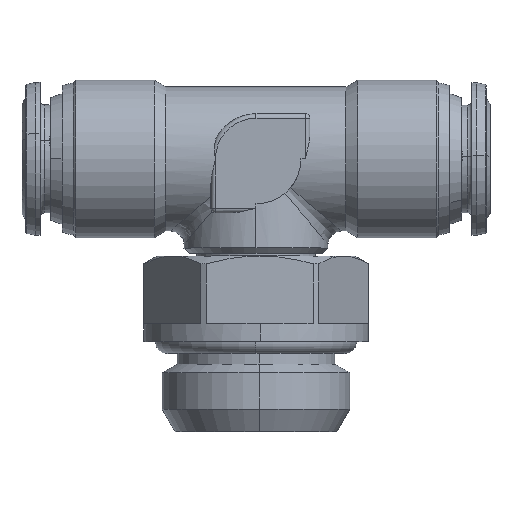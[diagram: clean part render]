
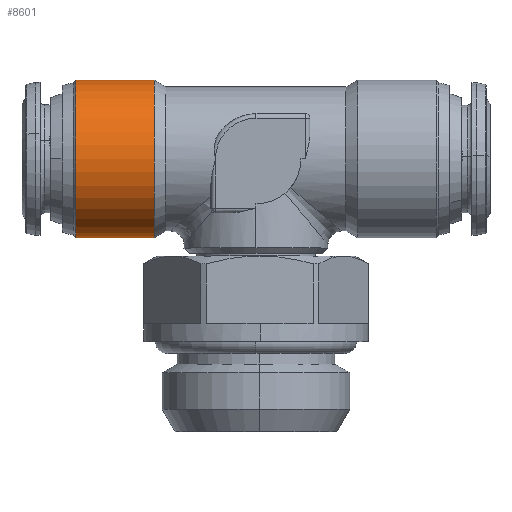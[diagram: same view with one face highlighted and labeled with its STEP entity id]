
A CAD part, top view. The second image highlights one B-rep face of the part: STEP entity #8601.
In plain terms, the highlighted cylindrical face has radius 8.75 mm (diameter 17.5 mm), a partial arc.
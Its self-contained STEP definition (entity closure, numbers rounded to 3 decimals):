
#114 = EDGE_CURVE ( 'NONE', #1995, #1996, #235, .T. ) ;
#126 = EDGE_CURVE ( 'NONE', #2004, #2005, #254, .T. ) ;
#156 = EDGE_CURVE ( 'NONE', #2005, #1996, #283, .T. ) ;
#157 = EDGE_CURVE ( 'NONE', #2004, #1995, #287, .T. ) ;
#235 = CIRCLE ( 'NONE', #2848, 8.75 ) ;
#254 = CIRCLE ( 'NONE', #2854, 8.75 ) ;
#283 = LINE ( 'NONE', #4457, #285 ) ;
#285 = VECTOR ( 'NONE', #4469, 1000. ) ;
#287 = LINE ( 'NONE', #4470, #289 ) ;
#289 = VECTOR ( 'NONE', #4472, 1000. ) ;
#1777 = ORIENTED_EDGE ( 'NONE', *, *, #126, .T. ) ;
#1778 = ORIENTED_EDGE ( 'NONE', *, *, #156, .T. ) ;
#1779 = ORIENTED_EDGE ( 'NONE', *, *, #114, .F. ) ;
#1780 = ORIENTED_EDGE ( 'NONE', *, *, #157, .F. ) ;
#1995 = VERTEX_POINT ( 'NONE', #2577 ) ;
#1996 = VERTEX_POINT ( 'NONE', #2578 ) ;
#2004 = VERTEX_POINT ( 'NONE', #2586 ) ;
#2005 = VERTEX_POINT ( 'NONE', #2587 ) ;
#2125 = CARTESIAN_POINT ( 'NONE',  ( -20.022, 22.4, 0. ) ) ;
#2126 = DIRECTION ( 'NONE',  ( -1., 0., 0. ) ) ;
#2127 = DIRECTION ( 'NONE',  ( 0., -1., 0. ) ) ;
#2577 = CARTESIAN_POINT ( 'NONE',  ( -20.022, 13.65, 0. ) ) ;
#2578 = CARTESIAN_POINT ( 'NONE',  ( -20.022, 31.15, 0. ) ) ;
#2586 = CARTESIAN_POINT ( 'NONE',  ( -11.299, 13.65, 0. ) ) ;
#2587 = CARTESIAN_POINT ( 'NONE',  ( -11.299, 31.15, 0. ) ) ;
#2848 = AXIS2_PLACEMENT_3D ( 'NONE', #2125, #2126, #2127 ) ;
#2854 = AXIS2_PLACEMENT_3D ( 'NONE', #4332, #4333, #4334 ) ;
#3719 = FACE_OUTER_BOUND ( 'NONE', #7433, .T. ) ;
#3727 = CYLINDRICAL_SURFACE ( 'NONE', #8076, 8.75 ) ;
#4332 = CARTESIAN_POINT ( 'NONE',  ( -11.299, 22.4, 0. ) ) ;
#4333 = DIRECTION ( 'NONE',  ( -1., 0., 0. ) ) ;
#4334 = DIRECTION ( 'NONE',  ( 0., -1., 0. ) ) ;
#4457 = CARTESIAN_POINT ( 'NONE',  ( -22.4, 31.15, 0. ) ) ;
#4469 = DIRECTION ( 'NONE',  ( -1., 0., 0. ) ) ;
#4470 = CARTESIAN_POINT ( 'NONE',  ( -22.4, 13.65, 0. ) ) ;
#4472 = DIRECTION ( 'NONE',  ( -1., 0., 0. ) ) ;
#5259 = CARTESIAN_POINT ( 'NONE',  ( -22.4, 22.4, 0. ) ) ;
#5260 = DIRECTION ( 'NONE',  ( -1., 0., 0. ) ) ;
#5268 = DIRECTION ( 'NONE',  ( 0., -1., 0. ) ) ;
#7433 = EDGE_LOOP ( 'NONE', ( #1777, #1778, #1779, #1780 ) ) ;
#8076 = AXIS2_PLACEMENT_3D ( 'NONE', #5259, #5260, #5268 ) ;
#8601 = ADVANCED_FACE ( 'NONE', ( #3719 ), #3727, .T. ) ;
